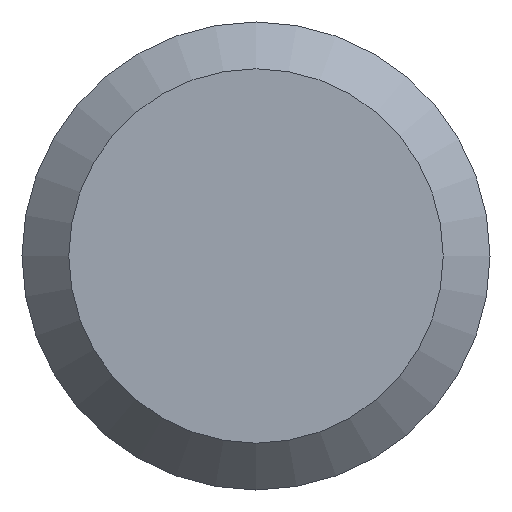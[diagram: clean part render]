
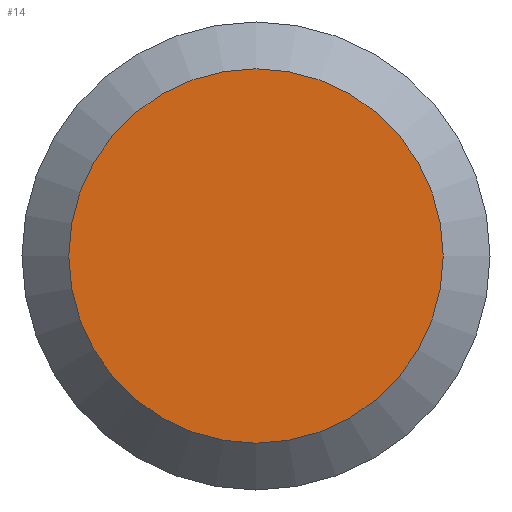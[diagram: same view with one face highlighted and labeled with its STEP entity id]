
A CAD part, left-side view. The second image highlights one B-rep face of the part: STEP entity #14.
In plain terms, the highlighted planar face has unit normal (-1, 0, 0).
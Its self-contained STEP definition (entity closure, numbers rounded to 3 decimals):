
#14 = ADVANCED_FACE ( 'NONE', ( #212 ), #30, .F. ) ;
#24 = EDGE_LOOP ( 'NONE', ( #80 ) ) ;
#27 = DIRECTION ( 'NONE',  ( 0., 0., -1. ) ) ;
#30 = PLANE ( 'NONE',  #195 ) ;
#33 = AXIS2_PLACEMENT_3D ( 'NONE', #142, #148, #205 ) ;
#46 = VERTEX_POINT ( 'NONE', #100 ) ;
#67 = DIRECTION ( 'NONE',  ( 1., 0., 0. ) ) ;
#70 = CIRCLE ( 'NONE', #33, 4.84 ) ;
#80 = ORIENTED_EDGE ( 'NONE', *, *, #138, .T. ) ;
#100 = CARTESIAN_POINT ( 'NONE',  ( 0., 0., -4.84 ) ) ;
#114 = CARTESIAN_POINT ( 'NONE',  ( 0., 6.05, 0. ) ) ;
#138 = EDGE_CURVE ( 'NONE', #46, #46, #70, .T. ) ;
#142 = CARTESIAN_POINT ( 'NONE',  ( 0., 0., 0. ) ) ;
#148 = DIRECTION ( 'NONE',  ( -1., 0., 0. ) ) ;
#195 = AXIS2_PLACEMENT_3D ( 'NONE', #114, #67, #27 ) ;
#205 = DIRECTION ( 'NONE',  ( 0., 0., -1. ) ) ;
#212 = FACE_OUTER_BOUND ( 'NONE', #24, .T. ) ;
